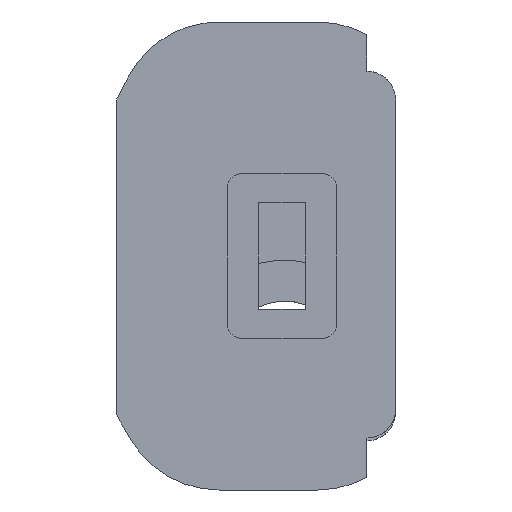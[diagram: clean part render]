
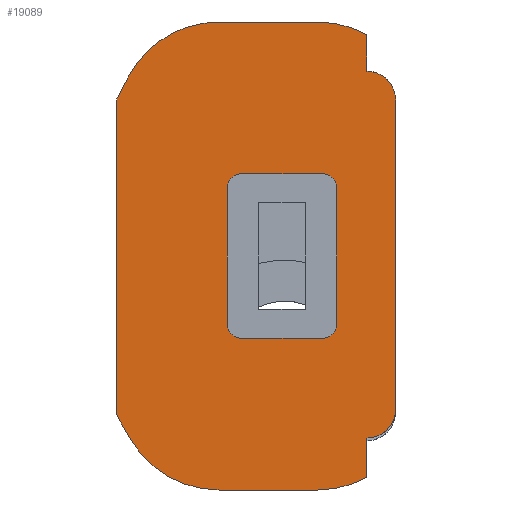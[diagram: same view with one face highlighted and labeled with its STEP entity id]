
A CAD part, left-side view. The second image highlights one B-rep face of the part: STEP entity #19089.
In plain terms, the highlighted planar face has unit normal (-1, 0, 0).
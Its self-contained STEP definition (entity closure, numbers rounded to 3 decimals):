
#2040=FACE_BOUND('',#4283,.T.);
#2148=CIRCLE('',#19442,2.1);
#2149=CIRCLE('',#19444,1.);
#2150=CIRCLE('',#19447,1.);
#2151=CIRCLE('',#19450,1.);
#2152=CIRCLE('',#19453,1.);
#2156=CIRCLE('',#19461,7.5);
#2158=CIRCLE('',#19465,7.5);
#2160=CIRCLE('',#19471,7.5);
#2175=CIRCLE('',#19550,7.5);
#2176=CIRCLE('',#19551,2.1);
#3230=FACE_OUTER_BOUND('',#4282,.T.);
#4282=EDGE_LOOP('',(#17627,#17628,#17629,#17630,#17631,#17632,#17633,#17634,
#17635,#17636,#17637,#17638,#17639,#17640));
#4283=EDGE_LOOP('',(#17641,#17642,#17643,#17644,#17645,#17646,#17647,#17648));
#5468=LINE('',#39026,#6825);
#5471=LINE('',#39034,#6828);
#5474=LINE('',#39042,#6831);
#5477=LINE('',#39049,#6834);
#5479=LINE('',#39054,#6836);
#5486=LINE('',#39075,#6843);
#5490=LINE('',#39087,#6847);
#5493=LINE('',#39093,#6850);
#5496=LINE('',#39099,#6853);
#5500=LINE('',#39116,#6857);
#5607=LINE('',#39343,#6964);
#5632=LINE('',#39407,#6989);
#6825=VECTOR('',#21415,10.);
#6828=VECTOR('',#21424,10.);
#6831=VECTOR('',#21433,10.);
#6834=VECTOR('',#21442,10.);
#6836=VECTOR('',#21446,10.);
#6843=VECTOR('',#21467,10.);
#6847=VECTOR('',#21479,10.);
#6850=VECTOR('',#21484,10.);
#6853=VECTOR('',#21489,10.);
#6857=VECTOR('',#21507,10.);
#6964=VECTOR('',#21726,10.);
#6989=VECTOR('',#21789,10.);
#8944=VERTEX_POINT('',#39013);
#8945=VERTEX_POINT('',#39015);
#8946=VERTEX_POINT('',#39019);
#8947=VERTEX_POINT('',#39021);
#8948=VERTEX_POINT('',#39025);
#8949=VERTEX_POINT('',#39029);
#8950=VERTEX_POINT('',#39033);
#8951=VERTEX_POINT('',#39037);
#8952=VERTEX_POINT('',#39041);
#8953=VERTEX_POINT('',#39045);
#8955=VERTEX_POINT('',#39053);
#8958=VERTEX_POINT('',#39063);
#8960=VERTEX_POINT('',#39067);
#8962=VERTEX_POINT('',#39073);
#8964=VERTEX_POINT('',#39079);
#8966=VERTEX_POINT('',#39085);
#8968=VERTEX_POINT('',#39091);
#8970=VERTEX_POINT('',#39097);
#8972=VERTEX_POINT('',#39103);
#8976=VERTEX_POINT('',#39114);
#9059=VERTEX_POINT('',#39404);
#9060=VERTEX_POINT('',#39406);
#11756=EDGE_CURVE('',#8944,#8945,#2148,.T.);
#11759=EDGE_CURVE('',#8947,#8946,#2149,.T.);
#11761=EDGE_CURVE('',#8948,#8947,#5468,.T.);
#11763=EDGE_CURVE('',#8949,#8948,#2150,.T.);
#11765=EDGE_CURVE('',#8950,#8949,#5471,.T.);
#11767=EDGE_CURVE('',#8951,#8950,#2151,.T.);
#11769=EDGE_CURVE('',#8952,#8951,#5474,.T.);
#11771=EDGE_CURVE('',#8953,#8952,#2152,.T.);
#11773=EDGE_CURVE('',#8946,#8953,#5477,.T.);
#11775=EDGE_CURVE('',#8955,#8945,#5479,.T.);
#11783=EDGE_CURVE('',#8958,#8960,#2156,.T.);
#11786=EDGE_CURVE('',#8960,#8962,#5486,.T.);
#11789=EDGE_CURVE('',#8962,#8964,#2158,.T.);
#11792=EDGE_CURVE('',#8964,#8966,#5490,.T.);
#11795=EDGE_CURVE('',#8968,#8966,#5493,.T.);
#11798=EDGE_CURVE('',#8968,#8970,#5496,.T.);
#11801=EDGE_CURVE('',#8970,#8972,#2160,.T.);
#11806=EDGE_CURVE('',#8976,#8972,#5500,.T.);
#11922=EDGE_CURVE('',#8944,#8958,#5607,.T.);
#11954=EDGE_CURVE('',#8976,#9059,#2175,.T.);
#11955=EDGE_CURVE('',#9059,#9060,#5632,.T.);
#11956=EDGE_CURVE('',#8955,#9060,#2176,.T.);
#17627=ORIENTED_EDGE('',*,*,#11783,.T.);
#17628=ORIENTED_EDGE('',*,*,#11786,.T.);
#17629=ORIENTED_EDGE('',*,*,#11789,.T.);
#17630=ORIENTED_EDGE('',*,*,#11792,.T.);
#17631=ORIENTED_EDGE('',*,*,#11795,.F.);
#17632=ORIENTED_EDGE('',*,*,#11798,.T.);
#17633=ORIENTED_EDGE('',*,*,#11801,.T.);
#17634=ORIENTED_EDGE('',*,*,#11806,.F.);
#17635=ORIENTED_EDGE('',*,*,#11954,.T.);
#17636=ORIENTED_EDGE('',*,*,#11955,.T.);
#17637=ORIENTED_EDGE('',*,*,#11956,.F.);
#17638=ORIENTED_EDGE('',*,*,#11775,.T.);
#17639=ORIENTED_EDGE('',*,*,#11756,.F.);
#17640=ORIENTED_EDGE('',*,*,#11922,.T.);
#17641=ORIENTED_EDGE('',*,*,#11773,.T.);
#17642=ORIENTED_EDGE('',*,*,#11771,.T.);
#17643=ORIENTED_EDGE('',*,*,#11769,.T.);
#17644=ORIENTED_EDGE('',*,*,#11767,.T.);
#17645=ORIENTED_EDGE('',*,*,#11765,.T.);
#17646=ORIENTED_EDGE('',*,*,#11763,.T.);
#17647=ORIENTED_EDGE('',*,*,#11761,.T.);
#17648=ORIENTED_EDGE('',*,*,#11759,.T.);
#18081=PLANE('',#19549);
#19089=ADVANCED_FACE('',(#3230,#2040),#18081,.T.);
#19442=AXIS2_PLACEMENT_3D('',#39016,#21404,#21405);
#19444=AXIS2_PLACEMENT_3D('',#39022,#21410,#21411);
#19447=AXIS2_PLACEMENT_3D('',#39030,#21419,#21420);
#19450=AXIS2_PLACEMENT_3D('',#39038,#21428,#21429);
#19453=AXIS2_PLACEMENT_3D('',#39046,#21437,#21438);
#19461=AXIS2_PLACEMENT_3D('',#39069,#21461,#21462);
#19465=AXIS2_PLACEMENT_3D('',#39081,#21473,#21474);
#19471=AXIS2_PLACEMENT_3D('',#39105,#21495,#21496);
#19549=AXIS2_PLACEMENT_3D('',#39403,#21785,#21786);
#19550=AXIS2_PLACEMENT_3D('',#39405,#21787,#21788);
#19551=AXIS2_PLACEMENT_3D('',#39408,#21790,#21791);
#21404=DIRECTION('center_axis',(1.,0.,0.));
#21405=DIRECTION('ref_axis',(0.,-0.707,0.707));
#21410=DIRECTION('center_axis',(1.,0.,0.));
#21411=DIRECTION('ref_axis',(0.,-1.,0.));
#21415=DIRECTION('',(0.,-1.,0.));
#21419=DIRECTION('center_axis',(1.,0.,0.));
#21420=DIRECTION('ref_axis',(0.,0.,1.));
#21424=DIRECTION('',(0.,0.,1.));
#21428=DIRECTION('center_axis',(1.,0.,0.));
#21429=DIRECTION('ref_axis',(0.,1.,0.));
#21433=DIRECTION('',(0.,1.,0.));
#21437=DIRECTION('center_axis',(1.,0.,0.));
#21438=DIRECTION('ref_axis',(0.,0.,-1.));
#21442=DIRECTION('',(0.,0.,-1.));
#21446=DIRECTION('',(0.,0.,1.));
#21461=DIRECTION('center_axis',(-1.,0.,0.));
#21462=DIRECTION('ref_axis',(0.,-1.,0.));
#21467=DIRECTION('',(0.,1.,0.));
#21473=DIRECTION('center_axis',(-1.,0.,0.));
#21474=DIRECTION('ref_axis',(0.,0.,1.));
#21479=DIRECTION('',(0.,0.454,-0.891));
#21484=DIRECTION('',(0.,0.,1.));
#21489=DIRECTION('',(0.,-0.498,-0.867));
#21495=DIRECTION('center_axis',(-1.,0.,0.));
#21496=DIRECTION('ref_axis',(0.,1.,0.));
#21507=DIRECTION('',(0.,1.,0.));
#21726=DIRECTION('',(0.,0.,1.));
#21785=DIRECTION('center_axis',(-1.,0.,0.));
#21786=DIRECTION('ref_axis',(0.,0.,1.));
#21787=DIRECTION('center_axis',(-1.,0.,0.));
#21788=DIRECTION('ref_axis',(0.,0.,-1.));
#21789=DIRECTION('',(0.,0.,1.));
#21790=DIRECTION('center_axis',(1.,0.,0.));
#21791=DIRECTION('ref_axis',(0.,-0.707,-0.707));
#39013=CARTESIAN_POINT('',(-3.1,2.1,13.5));
#39015=CARTESIAN_POINT('',(-3.1,0.,11.4));
#39016=CARTESIAN_POINT('Origin',(-3.1,2.1,11.4));
#39019=CARTESIAN_POINT('',(-3.1,4.3,5.));
#39021=CARTESIAN_POINT('',(-3.1,5.3,6.));
#39022=CARTESIAN_POINT('Origin',(-3.1,5.3,5.));
#39025=CARTESIAN_POINT('',(-3.1,11.3,6.));
#39026=CARTESIAN_POINT('',(-3.1,5.65,6.));
#39029=CARTESIAN_POINT('',(-3.1,12.3,5.));
#39030=CARTESIAN_POINT('Origin',(-3.1,11.3,5.));
#39033=CARTESIAN_POINT('',(-3.1,12.3,-5.));
#39034=CARTESIAN_POINT('',(-3.1,12.3,-11.05));
#39037=CARTESIAN_POINT('',(-3.1,11.3,-6.));
#39038=CARTESIAN_POINT('Origin',(-3.1,11.3,-5.));
#39041=CARTESIAN_POINT('',(-3.1,5.3,-6.));
#39042=CARTESIAN_POINT('',(-3.1,2.65,-6.));
#39045=CARTESIAN_POINT('',(-3.1,4.3,-5.));
#39046=CARTESIAN_POINT('Origin',(-3.1,5.3,-5.));
#39049=CARTESIAN_POINT('',(-3.1,4.3,-6.05));
#39053=CARTESIAN_POINT('',(-3.1,0.,-11.2));
#39054=CARTESIAN_POINT('',(-3.1,0.,-17.1));
#39063=CARTESIAN_POINT('',(-3.1,2.1,16.18));
#39067=CARTESIAN_POINT('',(-3.1,5.7,17.1));
#39069=CARTESIAN_POINT('Origin',(-3.1,5.7,9.6));
#39073=CARTESIAN_POINT('',(-3.1,12.9,17.1));
#39075=CARTESIAN_POINT('',(-3.1,0.,17.1));
#39079=CARTESIAN_POINT('',(-3.1,19.583,13.004));
#39081=CARTESIAN_POINT('Origin',(-3.1,12.9,9.6));
#39085=CARTESIAN_POINT('',(-3.1,20.4,11.4));
#39087=CARTESIAN_POINT('',(-3.1,23.653,5.012));
#39091=CARTESIAN_POINT('',(-3.1,20.4,-11.6));
#39093=CARTESIAN_POINT('',(-3.1,20.4,-8.55));
#39097=CARTESIAN_POINT('',(-3.1,19.404,-13.334));
#39099=CARTESIAN_POINT('',(-3.1,16.684,-18.073));
#39103=CARTESIAN_POINT('',(-3.1,12.9,-17.1));
#39105=CARTESIAN_POINT('Origin',(-3.1,12.9,-9.6));
#39114=CARTESIAN_POINT('',(-3.1,5.7,-17.1));
#39116=CARTESIAN_POINT('',(-3.1,18.6,-17.1));
#39343=CARTESIAN_POINT('',(-3.1,2.1,-0.525));
#39403=CARTESIAN_POINT('Origin',(-3.1,0.,-17.1));
#39404=CARTESIAN_POINT('',(-3.1,2.1,-16.18));
#39405=CARTESIAN_POINT('Origin',(-3.1,5.7,-9.6));
#39406=CARTESIAN_POINT('',(-3.1,2.1,-13.3));
#39407=CARTESIAN_POINT('',(-3.1,2.1,-16.575));
#39408=CARTESIAN_POINT('Origin',(-3.1,2.1,-11.2));
